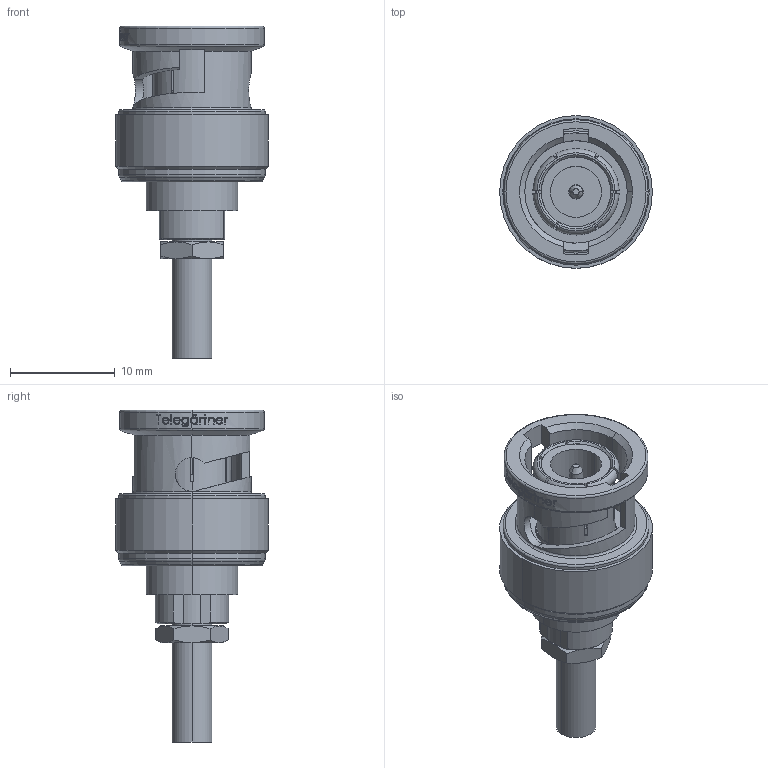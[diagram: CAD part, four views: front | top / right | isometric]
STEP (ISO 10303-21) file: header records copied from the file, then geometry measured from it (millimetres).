
FILE_DESCRIPTION (( 'STEP AP214' ), '1' );
FILE_NAME ('J01000A1294.STEP', '2013-05-02T13:46:55', ( 'Wartung' ), ( '' ), 'SwSTEP 2.0', 'SolidWorks 2012', '' );
FILE_SCHEMA (( 'AUTOMOTIVE_DESIGN' ));
Length unit declared in the file: millimetre
Products named in the file (1): J01000A1294
Bounding box: 14.6 x 14.6 x 31.75 mm (x, y, z)
Volume: 1920.3 mm3; surface area: 2119.4 mm2
Topology: 1 solids, 1 shells, 330 faces, 866 edges, 565 vertices
Faces by surface type: plane 121, bspline 78, cylinder 72, cone 41, torus 18
Entity records: 16695 total; most frequent: CARTESIAN_POINT 5565, ORIENTED_EDGE 1732, DIRECTION 1363, EDGE_CURVE 866, VERTEX_POINT 565, AXIS2_PLACEMENT_3D 492, LINE 379, VECTOR 379
